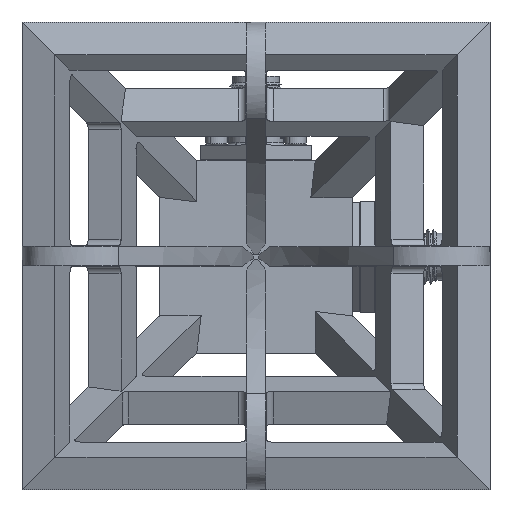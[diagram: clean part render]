
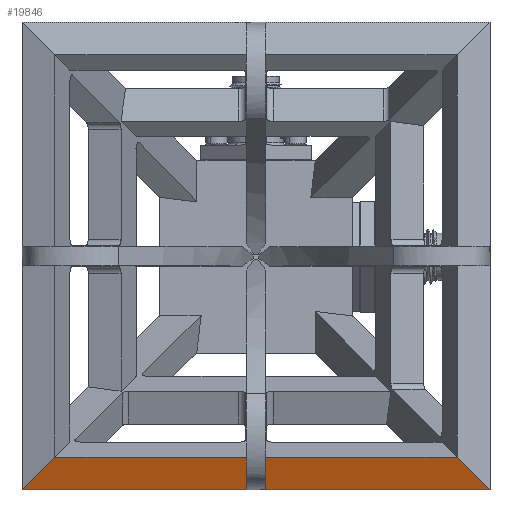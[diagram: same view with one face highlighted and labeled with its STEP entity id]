
A CAD part, top view. The second image highlights one B-rep face of the part: STEP entity #19846.
In plain terms, the highlighted planar face has unit normal (0, -0.343, 0.939).
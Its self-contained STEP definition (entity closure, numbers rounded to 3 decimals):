
#458 = CARTESIAN_POINT ( 'NONE',  ( 34.711, 30.155, 115.415 ) ) ;
#1153 = EDGE_CURVE ( 'NONE', #6698, #24391, #1798, .T. ) ;
#1798 = B_SPLINE_CURVE_WITH_KNOTS ( 'NONE', 3,
 ( #28603, #25292, #17798, #2146 ),
 .UNSPECIFIED., .F., .F.,
 ( 4, 4 ),
 ( 0.524, 1. ),
 .UNSPECIFIED. ) ;
#1911 = CARTESIAN_POINT ( 'NONE',  ( 42.511, 33.913, 116.787 ) ) ;
#2146 = CARTESIAN_POINT ( 'NONE',  ( 20.669, 33.913, 116.787 ) ) ;
#4299 = EDGE_CURVE ( 'NONE', #9407, #21295, #9495, .T. ) ;
#6053 = EDGE_LOOP ( 'NONE', ( #14494, #34200, #14463, #12135, #20849, #15355 ) ) ;
#6698 = VERTEX_POINT ( 'NONE', #1911 ) ;
#6935 = CARTESIAN_POINT ( 'NONE',  ( 16.911, 30.155, 115.415 ) ) ;
#7436 = CARTESIAN_POINT ( 'NONE',  ( 20.669, 33.913, 116.787 ) ) ;
#7798 = CARTESIAN_POINT ( 'NONE',  ( 44.711, 33.913, 116.787 ) ) ;
#8624 = AXIS2_PLACEMENT_3D ( 'NONE', #10792, #20858, #31528 ) ;
#9407 = VERTEX_POINT ( 'NONE', #24479 ) ;
#9495 = B_SPLINE_CURVE_WITH_KNOTS ( 'NONE', 3,
 ( #33593, #15293, #30984, #7798 ),
 .UNSPECIFIED., .F., .F.,
 ( 4, 4 ),
 ( 0., 0.476 ),
 .UNSPECIFIED. ) ;
#10271 = FACE_OUTER_BOUND ( 'NONE', #6053, .T. ) ;
#10792 = CARTESIAN_POINT ( 'NONE',  ( 43.611, 32.034, 116.101 ) ) ;
#11575 = CARTESIAN_POINT ( 'NONE',  ( 20.669, 33.913, 116.787 ) ) ;
#12135 = ORIENTED_EDGE ( 'NONE', *, *, #27308, .T. ) ;
#12164 = CARTESIAN_POINT ( 'NONE',  ( 18.164, 31.408, 115.873 ) ) ;
#13394 = PLANE ( 'NONE',  #8624 ) ;
#14463 = ORIENTED_EDGE ( 'NONE', *, *, #4299, .T. ) ;
#14494 = ORIENTED_EDGE ( 'NONE', *, *, #17719, .T. ) ;
#15293 = CARTESIAN_POINT ( 'NONE',  ( 59.273, 33.913, 116.787 ) ) ;
#15355 = ORIENTED_EDGE ( 'NONE', *, *, #21811, .F. ) ;
#16461 = CARTESIAN_POINT ( 'NONE',  ( 52.511, 30.155, 115.415 ) ) ;
#16604 = VERTEX_POINT ( 'NONE', #29454 ) ;
#17719 = EDGE_CURVE ( 'NONE', #21472, #16604, #28240, .T. ) ;
#17798 = CARTESIAN_POINT ( 'NONE',  ( 27.95, 33.913, 116.787 ) ) ;
#18059 = CARTESIAN_POINT ( 'NONE',  ( 19.416, 32.66, 116.33 ) ) ;
#18526 = CARTESIAN_POINT ( 'NONE',  ( 69.059, 31.408, 115.873 ) ) ;
#18881 = EDGE_CURVE ( 'NONE', #9407, #16604, #28986, .T. ) ;
#19846 = ADVANCED_FACE ( 'NONE', ( #10271 ), #13394, .T. ) ;
#20849 = ORIENTED_EDGE ( 'NONE', *, *, #1153, .T. ) ;
#20858 = DIRECTION ( 'NONE',  ( 0., -0.343, 0.939 ) ) ;
#21121 = CARTESIAN_POINT ( 'NONE',  ( 66.554, 33.913, 116.787 ) ) ;
#21295 = VERTEX_POINT ( 'NONE', #33544 ) ;
#21337 = CARTESIAN_POINT ( 'NONE',  ( 70.311, 30.155, 115.415 ) ) ;
#21472 = VERTEX_POINT ( 'NONE', #21992 ) ;
#21811 = EDGE_CURVE ( 'NONE', #21472, #24391, #32314, .T. ) ;
#21992 = CARTESIAN_POINT ( 'NONE',  ( 16.911, 30.155, 115.415 ) ) ;
#23310 = LINE ( 'NONE', #26294, #34435 ) ;
#24391 = VERTEX_POINT ( 'NONE', #11575 ) ;
#24479 = CARTESIAN_POINT ( 'NONE',  ( 66.554, 33.913, 116.787 ) ) ;
#25292 = CARTESIAN_POINT ( 'NONE',  ( 35.231, 33.913, 116.787 ) ) ;
#26294 = CARTESIAN_POINT ( 'NONE',  ( 43.611, 33.913, 116.787 ) ) ;
#27308 = EDGE_CURVE ( 'NONE', #21295, #6698, #23310, .T. ) ;
#28240 = B_SPLINE_CURVE_WITH_KNOTS ( 'NONE', 3,
 ( #32337, #458, #16461, #21337 ),
 .UNSPECIFIED., .F., .F.,
 ( 4, 4 ),
 ( 0., 1. ),
 .UNSPECIFIED. ) ;
#28392 = DIRECTION ( 'NONE',  ( -1., 0., 0. ) ) ;
#28603 = CARTESIAN_POINT ( 'NONE',  ( 42.511, 33.913, 116.787 ) ) ;
#28986 = B_SPLINE_CURVE_WITH_KNOTS ( 'NONE', 3,
 ( #21121, #31090, #18526, #31785 ),
 .UNSPECIFIED., .F., .F.,
 ( 4, 4 ),
 ( 0., 1. ),
 .UNSPECIFIED. ) ;
#29454 = CARTESIAN_POINT ( 'NONE',  ( 70.311, 30.155, 115.415 ) ) ;
#30984 = CARTESIAN_POINT ( 'NONE',  ( 51.992, 33.913, 116.787 ) ) ;
#31090 = CARTESIAN_POINT ( 'NONE',  ( 67.806, 32.66, 116.33 ) ) ;
#31528 = DIRECTION ( 'NONE',  ( -1., 0., 0. ) ) ;
#31785 = CARTESIAN_POINT ( 'NONE',  ( 70.311, 30.155, 115.415 ) ) ;
#32314 = B_SPLINE_CURVE_WITH_KNOTS ( 'NONE', 3,
 ( #6935, #12164, #18059, #7436 ),
 .UNSPECIFIED., .F., .F.,
 ( 4, 4 ),
 ( 0., 1. ),
 .UNSPECIFIED. ) ;
#32337 = CARTESIAN_POINT ( 'NONE',  ( 16.911, 30.155, 115.415 ) ) ;
#33544 = CARTESIAN_POINT ( 'NONE',  ( 44.711, 33.913, 116.787 ) ) ;
#33593 = CARTESIAN_POINT ( 'NONE',  ( 66.554, 33.913, 116.787 ) ) ;
#34200 = ORIENTED_EDGE ( 'NONE', *, *, #18881, .F. ) ;
#34435 = VECTOR ( 'NONE', #28392, 1000. ) ;
